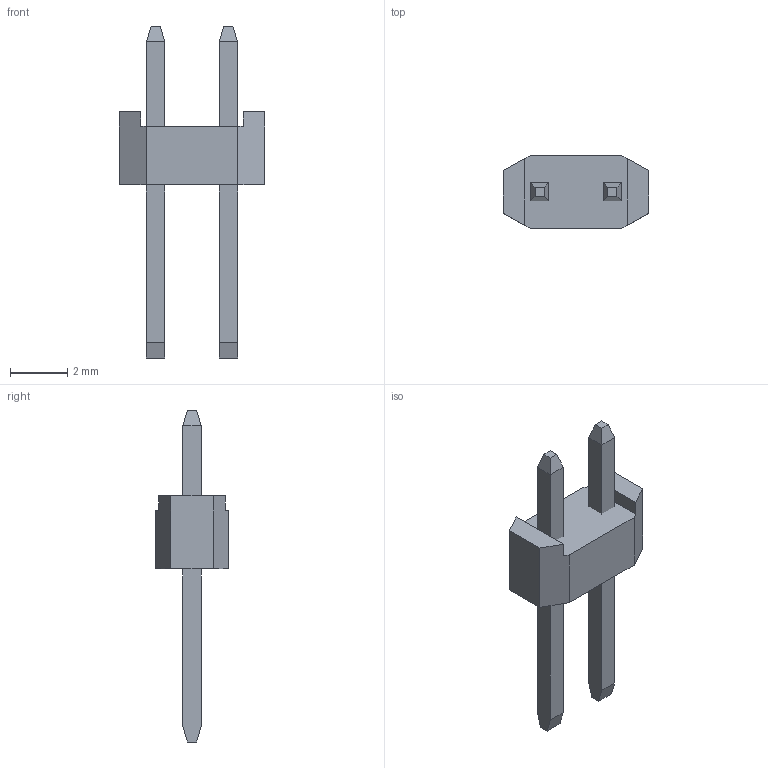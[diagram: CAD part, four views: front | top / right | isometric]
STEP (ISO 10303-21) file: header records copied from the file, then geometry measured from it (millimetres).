
FILE_DESCRIPTION (( 'STEP AP214' ), '1' );
FILE_NAME ('hdr2.STEP', '2018-05-20T08:35:34', ( '' ), ( '' ), 'SwSTEP 2.0', 'SolidWorks 2016', '' );
FILE_SCHEMA (( 'AUTOMOTIVE_DESIGN' ));
Length unit declared in the file: millimetre
Products named in the file (3): pin.3; pin.1_11.2; hdr2
Assembly tree (3 placements, depth 2):
  hdr2
    pin.1_11.2  x2
    pin.3
Bounding box: 5.08 x 2.54 x 11.6 mm (x, y, z)
Volume: 35 mm3; surface area: 116.4 mm2
Topology: 3 solids, 3 shells, 38 faces, 88 edges, 56 vertices
Faces by surface type: plane 38
Entity records: 852 total; most frequent: CARTESIAN_POINT 134, DIRECTION 126, ORIENTED_EDGE 124, LINE 62, EDGE_CURVE 62, VECTOR 62, VERTEX_POINT 40, AXIS2_PLACEMENT_3D 32
